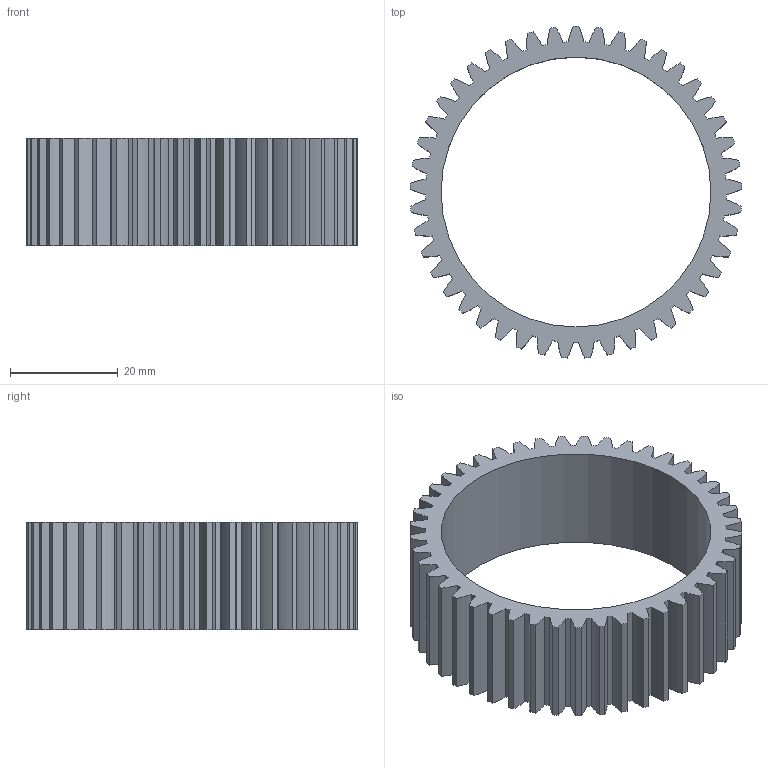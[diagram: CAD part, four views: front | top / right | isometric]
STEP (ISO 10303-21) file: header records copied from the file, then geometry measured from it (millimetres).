
FILE_DESCRIPTION(/* description */ (''),/* implementation_level */ '2;1');
FILE_NAME(/* name */ 'Roll Gear.stp',/* time_stamp */ '2018-02-28T14:43:26-05:00',/* author */ ('vtpublic'),/* organization */ (''),/* preprocessor_version */ 'ST-DEVELOPER v16.13',/* originating_system */ 'Autodesk Inventor 2018',/* authorisation */ '');
FILE_SCHEMA (('AUTOMOTIVE_DESIGN { 1 0 10303 214 3 1 1 }'));
Length unit declared in the file: millimetre
Products named in the file (1): Spur Gear2
Bounding box: 61.49 x 61.46 x 20 mm (x, y, z)
Volume: 14974.1 mm3; surface area: 12009.9 mm2
Topology: 1 solids, 1 shells, 183 faces, 543 edges, 362 vertices
Faces by surface type: cylinder 181, plane 2
Full cylindrical faces by diameter (mm): 50 x1
Entity records: 6397 total; most frequent: DIRECTION 1272, CARTESIAN_POINT 1088, ORIENTED_EDGE 1084, AXIS2_PLACEMENT_3D 546, EDGE_CURVE 542, CIRCLE 362, VERTEX_POINT 362, EDGE_LOOP 186
